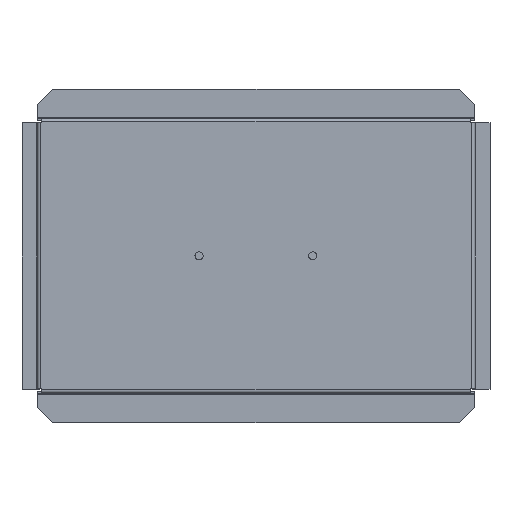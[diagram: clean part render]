
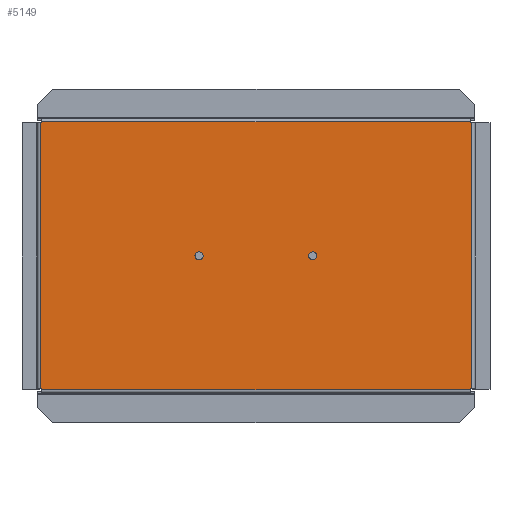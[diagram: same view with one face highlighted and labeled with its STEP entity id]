
A CAD part, top view. The second image highlights one B-rep face of the part: STEP entity #5149.
In plain terms, the highlighted planar face has unit normal (0, 0, 1).
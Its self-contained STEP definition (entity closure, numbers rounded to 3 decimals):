
#3 = VERTEX_POINT ( 'NONE', #5110 ) ;
#130 = VECTOR ( 'NONE', #2847, 1000. ) ;
#140 = EDGE_CURVE ( 'NONE', #2640, #320, #3481, .T. ) ;
#168 = LINE ( 'NONE', #1929, #4818 ) ;
#227 = VECTOR ( 'NONE', #4274, 1000. ) ;
#239 = VERTEX_POINT ( 'NONE', #4595 ) ;
#320 = VERTEX_POINT ( 'NONE', #4969 ) ;
#329 = VERTEX_POINT ( 'NONE', #4997 ) ;
#331 = DIRECTION ( 'NONE',  ( 1., 0., 0. ) ) ;
#345 = DIRECTION ( 'NONE',  ( 1., 0., 0. ) ) ;
#374 = DIRECTION ( 'NONE',  ( 0., -1., 0. ) ) ;
#419 = CARTESIAN_POINT ( 'NONE',  ( 105.4, 65.4, 40. ) ) ;
#599 = EDGE_CURVE ( 'NONE', #3, #4589, #5642, .T. ) ;
#753 = DIRECTION ( 'NONE',  ( 0., -1., 0. ) ) ;
#777 = DIRECTION ( 'NONE',  ( 0., 1., 0. ) ) ;
#783 = CARTESIAN_POINT ( 'NONE',  ( -105.4, 65.9, 40. ) ) ;
#797 = DIRECTION ( 'NONE',  ( 0., 1., 0. ) ) ;
#842 = ORIENTED_EDGE ( 'NONE', *, *, #5661, .F. ) ;
#857 = DIRECTION ( 'NONE',  ( 0., 0., -1. ) ) ;
#1285 = CARTESIAN_POINT ( 'NONE',  ( 105.4, 67.5, 40. ) ) ;
#1371 = EDGE_CURVE ( 'NONE', #4589, #2644, #5273, .T. ) ;
#1376 = DIRECTION ( 'NONE',  ( 0., -1., 0. ) ) ;
#1451 = ORIENTED_EDGE ( 'NONE', *, *, #1371, .F. ) ;
#1536 = ORIENTED_EDGE ( 'NONE', *, *, #2484, .F. ) ;
#1555 = CARTESIAN_POINT ( 'NONE',  ( -105.9, 65.4, 40. ) ) ;
#1632 = ORIENTED_EDGE ( 'NONE', *, *, #2002, .F. ) ;
#1704 = VERTEX_POINT ( 'NONE', #5249 ) ;
#1929 = CARTESIAN_POINT ( 'NONE',  ( -107.5, -65.4, 40. ) ) ;
#2002 = EDGE_CURVE ( 'NONE', #320, #329, #4789, .T. ) ;
#2052 = VERTEX_POINT ( 'NONE', #2502 ) ;
#2070 = CARTESIAN_POINT ( 'NONE',  ( -107.5, 65.4, 40. ) ) ;
#2072 = EDGE_CURVE ( 'NONE', #1704, #2052, #4310, .T. ) ;
#2084 = ORIENTED_EDGE ( 'NONE', *, *, #4645, .F. ) ;
#2415 = CARTESIAN_POINT ( 'NONE',  ( -105.4, 65.9, 40. ) ) ;
#2484 = EDGE_CURVE ( 'NONE', #4957, #3, #5291, .T. ) ;
#2489 = LINE ( 'NONE', #4301, #227 ) ;
#2502 = CARTESIAN_POINT ( 'NONE',  ( 105.4, -65.9, 40. ) ) ;
#2640 = VERTEX_POINT ( 'NONE', #419 ) ;
#2644 = VERTEX_POINT ( 'NONE', #3100 ) ;
#2766 = VECTOR ( 'NONE', #1376, 1000. ) ;
#2847 = DIRECTION ( 'NONE',  ( 0., 1., 0. ) ) ;
#2909 = LINE ( 'NONE', #4664, #130 ) ;
#3039 = VECTOR ( 'NONE', #3179, 1000. ) ;
#3071 = VECTOR ( 'NONE', #5321, 1000. ) ;
#3100 = CARTESIAN_POINT ( 'NONE',  ( 105.4, 65.9, 40. ) ) ;
#3135 = AXIS2_PLACEMENT_3D ( 'NONE', #5345, #857, #3953 ) ;
#3145 = VECTOR ( 'NONE', #374, 1000. ) ;
#3149 = LINE ( 'NONE', #4955, #3039 ) ;
#3179 = DIRECTION ( 'NONE',  ( -1., 0., 0. ) ) ;
#3339 = ORIENTED_EDGE ( 'NONE', *, *, #599, .F. ) ;
#3386 = VECTOR ( 'NONE', #797, 1000. ) ;
#3460 = CARTESIAN_POINT ( 'NONE',  ( -105.4, 67.5, 40. ) ) ;
#3470 = EDGE_LOOP ( 'NONE', ( #5003, #5159, #4900, #842, #4254, #2084, #1632, #4847, #5659, #1451, #3339, #1536 ) ) ;
#3474 = PLANE ( 'NONE',  #3135 ) ;
#3478 = CARTESIAN_POINT ( 'NONE',  ( -105.9, -65.4, 40. ) ) ;
#3481 = LINE ( 'NONE', #5290, #3071 ) ;
#3520 = EDGE_CURVE ( 'NONE', #239, #4096, #2909, .T. ) ;
#3522 = VECTOR ( 'NONE', #331, 1000. ) ;
#3654 = CARTESIAN_POINT ( 'NONE',  ( -105.9, -65.4, 40. ) ) ;
#3861 = VERTEX_POINT ( 'NONE', #3654 ) ;
#3953 = DIRECTION ( 'NONE',  ( -1., 0., 0. ) ) ;
#4022 = EDGE_CURVE ( 'NONE', #4096, #3861, #2489, .T. ) ;
#4026 = EDGE_CURVE ( 'NONE', #3861, #4957, #5666, .T. ) ;
#4096 = VERTEX_POINT ( 'NONE', #5704 ) ;
#4110 = VECTOR ( 'NONE', #777, 1000. ) ;
#4252 = DIRECTION ( 'NONE',  ( -1., 0., 0. ) ) ;
#4254 = ORIENTED_EDGE ( 'NONE', *, *, #2072, .F. ) ;
#4274 = DIRECTION ( 'NONE',  ( -1., 0., 0. ) ) ;
#4301 = CARTESIAN_POINT ( 'NONE',  ( -107.5, -65.4, 40. ) ) ;
#4310 = LINE ( 'NONE', #1285, #3145 ) ;
#4479 = EDGE_CURVE ( 'NONE', #2644, #2640, #5363, .T. ) ;
#4527 = CARTESIAN_POINT ( 'NONE',  ( 105.4, 67.5, 40. ) ) ;
#4589 = VERTEX_POINT ( 'NONE', #2415 ) ;
#4595 = CARTESIAN_POINT ( 'NONE',  ( -105.4, -65.9, 40. ) ) ;
#4645 = EDGE_CURVE ( 'NONE', #329, #1704, #168, .T. ) ;
#4664 = CARTESIAN_POINT ( 'NONE',  ( -105.4, 67.5, 40. ) ) ;
#4766 = CARTESIAN_POINT ( 'NONE',  ( 105.9, 65.4, 40. ) ) ;
#4789 = LINE ( 'NONE', #4766, #5594 ) ;
#4818 = VECTOR ( 'NONE', #4252, 1000. ) ;
#4847 = ORIENTED_EDGE ( 'NONE', *, *, #140, .F. ) ;
#4900 = ORIENTED_EDGE ( 'NONE', *, *, #3520, .F. ) ;
#4955 = CARTESIAN_POINT ( 'NONE',  ( 105.4, -65.9, 40. ) ) ;
#4957 = VERTEX_POINT ( 'NONE', #1555 ) ;
#4969 = CARTESIAN_POINT ( 'NONE',  ( 105.9, 65.4, 40. ) ) ;
#4997 = CARTESIAN_POINT ( 'NONE',  ( 105.9, -65.4, 40. ) ) ;
#5003 = ORIENTED_EDGE ( 'NONE', *, *, #4026, .F. ) ;
#5110 = CARTESIAN_POINT ( 'NONE',  ( -105.4, 65.4, 40. ) ) ;
#5115 = VECTOR ( 'NONE', #345, 1000. ) ;
#5149 = ADVANCED_FACE ( 'NONE', ( #5316 ), #3474, .F. ) ;
#5159 = ORIENTED_EDGE ( 'NONE', *, *, #4022, .F. ) ;
#5249 = CARTESIAN_POINT ( 'NONE',  ( 105.4, -65.4, 40. ) ) ;
#5273 = LINE ( 'NONE', #783, #5115 ) ;
#5290 = CARTESIAN_POINT ( 'NONE',  ( -107.5, 65.4, 40. ) ) ;
#5291 = LINE ( 'NONE', #2070, #3522 ) ;
#5316 = FACE_OUTER_BOUND ( 'NONE', #3470, .T. ) ;
#5321 = DIRECTION ( 'NONE',  ( 1., 0., 0. ) ) ;
#5345 = CARTESIAN_POINT ( 'NONE',  ( -107.5, 67.5, 40. ) ) ;
#5363 = LINE ( 'NONE', #4527, #2766 ) ;
#5594 = VECTOR ( 'NONE', #753, 1000. ) ;
#5642 = LINE ( 'NONE', #3460, #4110 ) ;
#5659 = ORIENTED_EDGE ( 'NONE', *, *, #4479, .F. ) ;
#5661 = EDGE_CURVE ( 'NONE', #2052, #239, #3149, .T. ) ;
#5666 = LINE ( 'NONE', #3478, #3386 ) ;
#5704 = CARTESIAN_POINT ( 'NONE',  ( -105.4, -65.4, 40. ) ) ;
